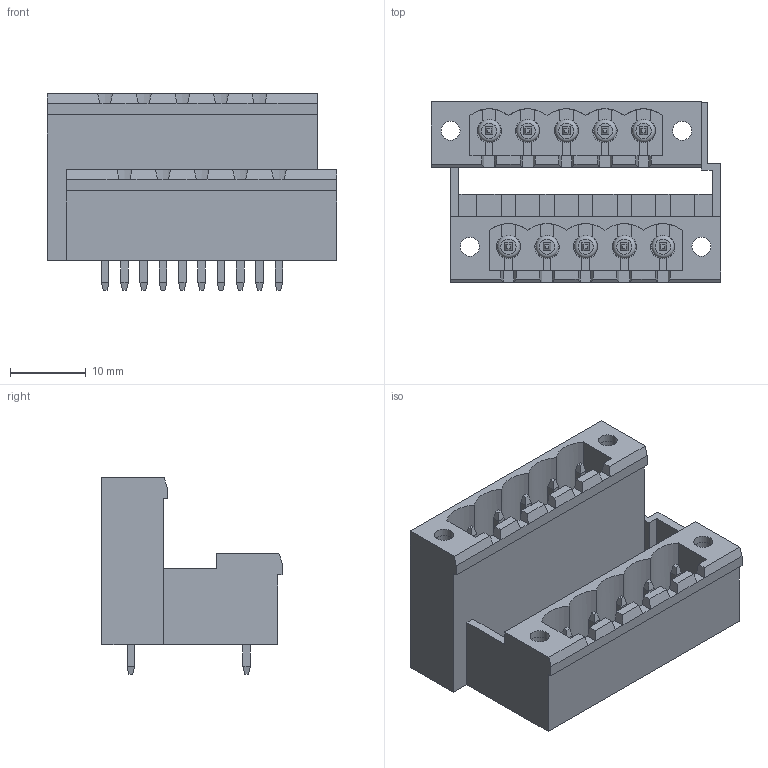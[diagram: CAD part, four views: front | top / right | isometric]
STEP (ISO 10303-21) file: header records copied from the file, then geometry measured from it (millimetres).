
FILE_DESCRIPTION( ( 'Unknown' ), '1' );
FILE_NAME( '691337500010.stp', 'Unknown', ( 'Unknown' ), ( 'Unknown' ), 'PSStep 15.0.49', 'Unknown', ' ' );
FILE_SCHEMA( ( 'AUTOMOTIVE_DESIGN { 1 0 10303 214 1 1 1 1 }' ) );
Length unit declared in the file: millimetre
Products named in the file (5): Assem1; 6913375000xx_PIN Longue; 6913375000xx_PIN Courte; 691336500010; 6913375000xx_INSERT
Assembly tree (15 placements, depth 2):
  Assem1
    6913375000xx_PIN Longue  x5
    6913375000xx_PIN Courte  x5
    691336500010
    6913375000xx_INSERT  x4
Bounding box: 38.1 x 23.7 x 25.9 mm (x, y, z)
Volume: 5495.1 mm3; surface area: 10957.6 mm2
Topology: 15 solids, 15 shells, 629 faces, 1681 edges, 1085 vertices
Faces by surface type: plane 559, cylinder 52, torus 18
Full cylindrical faces by diameter (mm): 1.45 x4, 2.5 x8, 2.997 x5, 3 x5
Entity records: 19615 total; most frequent: CARTESIAN_POINT 2988, ORIENTED_EDGE 2678, DIRECTION 2457, EDGE_CURVE 1339, LINE 1197, VECTOR 1197, VERTEX_POINT 897, AXIS2_PLACEMENT_3D 630
